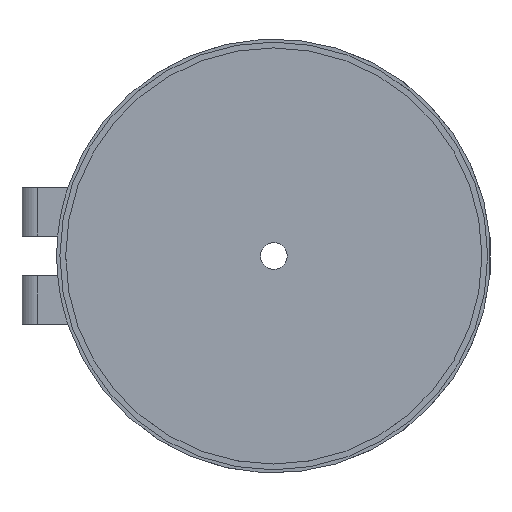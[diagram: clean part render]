
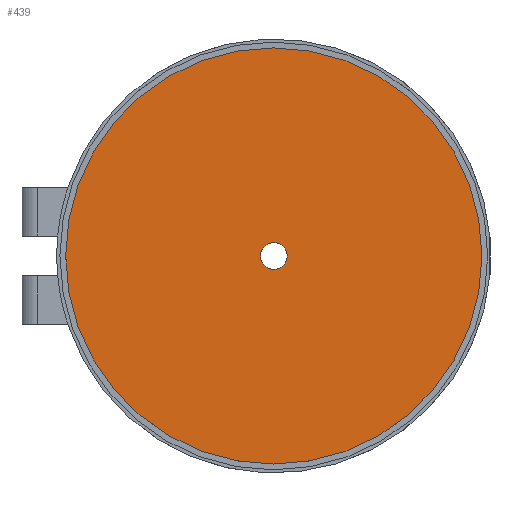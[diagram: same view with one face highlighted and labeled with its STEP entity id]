
A CAD part, top view. The second image highlights one B-rep face of the part: STEP entity #439.
In plain terms, the highlighted planar face has unit normal (0, 0, 1).
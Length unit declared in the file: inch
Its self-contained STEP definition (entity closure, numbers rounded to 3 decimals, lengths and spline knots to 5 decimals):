
#33=FACE_BOUND('',#91,.T.);
#58=FACE_OUTER_BOUND('',#90,.T.);
#90=EDGE_LOOP('',(#399));
#91=EDGE_LOOP('',(#400));
#181=CIRCLE('',#493,1.07605);
#185=CIRCLE('',#501,0.0689);
#219=VERTEX_POINT('',#743);
#223=VERTEX_POINT('',#757);
#275=EDGE_CURVE('',#219,#219,#181,.T.);
#281=EDGE_CURVE('',#223,#223,#185,.T.);
#399=ORIENTED_EDGE('',*,*,#275,.T.);
#400=ORIENTED_EDGE('',*,*,#281,.T.);
#414=PLANE('',#502);
#439=ADVANCED_FACE('',(#58,#33),#414,.T.);
#493=AXIS2_PLACEMENT_3D('',#744,#615,#616);
#501=AXIS2_PLACEMENT_3D('',#758,#633,#634);
#502=AXIS2_PLACEMENT_3D('',#760,#636,#637);
#615=DIRECTION('center_axis',(0.,0.,1.));
#616=DIRECTION('ref_axis',(-1.,0.,0.));
#633=DIRECTION('center_axis',(0.,0.,-1.));
#634=DIRECTION('ref_axis',(1.,0.,0.));
#636=DIRECTION('center_axis',(0.,0.,1.));
#637=DIRECTION('ref_axis',(1.,0.,0.));
#743=CARTESIAN_POINT('',(1.07605,0.,0.09843));
#744=CARTESIAN_POINT('Origin',(0.,0.,0.09843));
#757=CARTESIAN_POINT('',(-0.0689,0.,0.09843));
#758=CARTESIAN_POINT('Origin',(0.,0.,0.09843));
#760=CARTESIAN_POINT('Origin',(0.,0.,0.09843));
